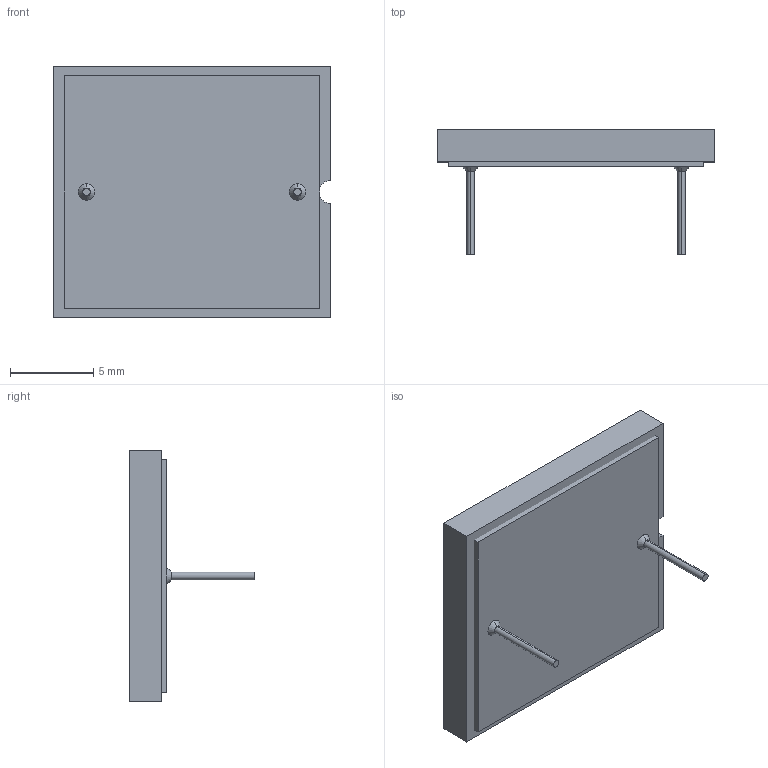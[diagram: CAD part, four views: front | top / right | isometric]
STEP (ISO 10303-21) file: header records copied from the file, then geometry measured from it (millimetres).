
FILE_DESCRIPTION (( 'STEP AP203' ), '1' );
FILE_NAME ('24706-E01.STEP', '2014-11-12T18:33:12', ( 'admin' ), ( '' ), 'SwSTEP 2.0', 'SolidWorks 2014', '' );
FILE_SCHEMA (( 'CONFIG_CONTROL_DESIGN' ));
Length unit declared in the file: millimetre
Products named in the file (1): 24706-E01
Bounding box: 16.7 x 7.55 x 15.15 mm (x, y, z)
Volume: 804.1 mm3; surface area: 1378.9 mm2
Topology: 5 solids, 5 shells, 34 faces, 66 edges, 44 vertices
Faces by surface type: plane 25, cylinder 5, cone 4
Entity records: 937 total; most frequent: DIRECTION 154, CARTESIAN_POINT 145, ORIENTED_EDGE 132, EDGE_CURVE 66, AXIS2_PLACEMENT_3D 53, LINE 48, VECTOR 48, VERTEX_POINT 44
